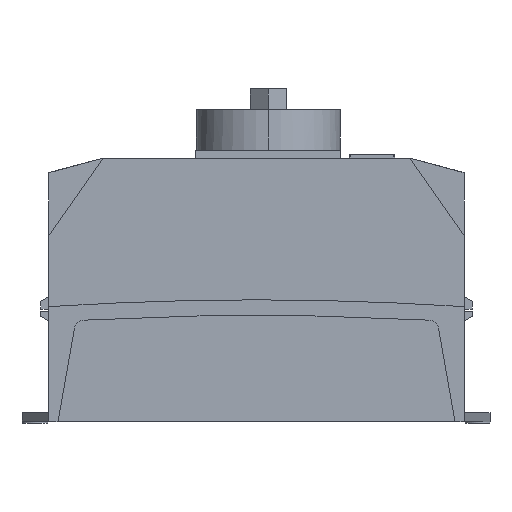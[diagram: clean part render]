
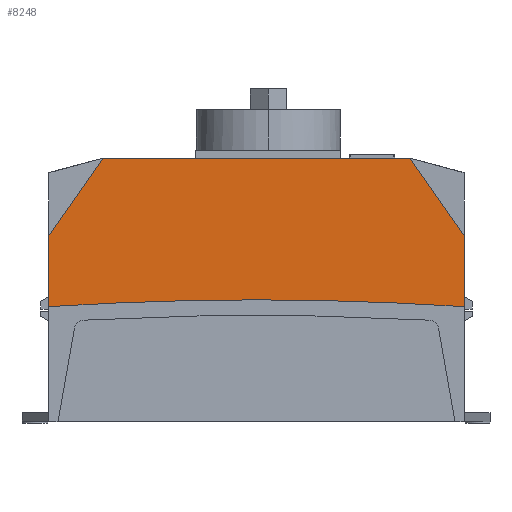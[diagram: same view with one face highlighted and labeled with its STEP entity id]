
A CAD part, left-side view. The second image highlights one B-rep face of the part: STEP entity #8248.
In plain terms, the highlighted planar face has unit normal (-1, 0, 0).
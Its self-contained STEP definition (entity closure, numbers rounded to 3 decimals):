
#91 = VERTEX_POINT ( 'NONE', #26359 ) ;
#242 = VERTEX_POINT ( 'NONE', #27464 ) ;
#261 = VERTEX_POINT ( 'NONE', #27453 ) ;
#389 = VERTEX_POINT ( 'NONE', #27357 ) ;
#393 = VERTEX_POINT ( 'NONE', #27366 ) ;
#399 = VERTEX_POINT ( 'NONE', #27356 ) ;
#429 = VERTEX_POINT ( 'NONE', #27321 ) ;
#5843 = EDGE_LOOP ( 'NONE', ( #9928, #9929, #9930, #9927, #9931, #9932, #9933 ) ) ;
#8175 = EDGE_CURVE ( 'NONE', #242, #393, #31729, .T. ) ;
#8248 = ADVANCED_FACE ( 'PLANAR_28', ( #21567 ), #22112, .T. ) ;
#8351 = EDGE_CURVE ( 'NONE', #261, #429, #21715, .T. ) ;
#8392 = EDGE_CURVE ( 'NONE', #389, #429, #21740, .T. ) ;
#9927 = ORIENTED_EDGE ( 'NONE', *, *, #8175, .F. ) ;
#9928 = ORIENTED_EDGE ( 'NONE', *, *, #8351, .T. ) ;
#9929 = ORIENTED_EDGE ( 'NONE', *, *, #8392, .F. ) ;
#9930 = ORIENTED_EDGE ( 'NONE', *, *, #10227, .F. ) ;
#9931 = ORIENTED_EDGE ( 'NONE', *, *, #10216, .F. ) ;
#9932 = ORIENTED_EDGE ( 'NONE', *, *, #10202, .F. ) ;
#9933 = ORIENTED_EDGE ( 'NONE', *, *, #10221, .F. ) ;
#10202 = EDGE_CURVE ( 'NONE', #91, #399, #21788, .T. ) ;
#10216 = EDGE_CURVE ( 'NONE', #399, #242, #32042, .T. ) ;
#10221 = EDGE_CURVE ( 'NONE', #261, #91, #21803, .T. ) ;
#10227 = EDGE_CURVE ( 'NONE', #393, #389, #21809, .T. ) ;
#21385 = CARTESIAN_POINT ( 'NONE',  ( -50., 0., -1225. ) ) ;
#21386 = DIRECTION ( 'NONE',  ( -1., 0., 0. ) ) ;
#21387 = DIRECTION ( 'NONE',  ( 0., 0., 1. ) ) ;
#21567 = FACE_OUTER_BOUND ( 'NONE', #5843, .T. ) ;
#21715 = LINE ( 'NONE', #22490, #31951 ) ;
#21740 = LINE ( 'NONE', #22590, #32003 ) ;
#21788 = LINE ( 'NONE', #22722, #32061 ) ;
#21803 = LINE ( 'NONE', #22764, #32082 ) ;
#21809 = LINE ( 'NONE', #22776, #32088 ) ;
#22112 = PLANE ( 'NONE',  #31832 ) ;
#22113 = CARTESIAN_POINT ( 'NONE',  ( -50., 0., -1225. ) ) ;
#22114 = DIRECTION ( 'NONE',  ( -1., 0., 0. ) ) ;
#22115 = DIRECTION ( 'NONE',  ( 0., 0., 1. ) ) ;
#22490 = CARTESIAN_POINT ( 'NONE',  ( -50., -59.2, 54.6 ) ) ;
#22491 = DIRECTION ( 'NONE',  ( 0., 1., 0. ) ) ;
#22590 = CARTESIAN_POINT ( 'NONE',  ( -50., 80., 24.83 ) ) ;
#22591 = DIRECTION ( 'NONE',  ( 0., -0.574, 0.819 ) ) ;
#22722 = CARTESIAN_POINT ( 'NONE',  ( -50., -80., 24.83 ) ) ;
#22723 = DIRECTION ( 'NONE',  ( 0., 0., -1. ) ) ;
#22751 = CARTESIAN_POINT ( 'NONE',  ( -50., 0., -1225. ) ) ;
#22752 = DIRECTION ( 'NONE',  ( -1., 0., 0. ) ) ;
#22753 = DIRECTION ( 'NONE',  ( 0., 0., 1. ) ) ;
#22764 = CARTESIAN_POINT ( 'NONE',  ( -50., -58.497, 55.54 ) ) ;
#22765 = DIRECTION ( 'NONE',  ( 0., -0.574, -0.819 ) ) ;
#22776 = CARTESIAN_POINT ( 'NONE',  ( -50., 80., -2.615 ) ) ;
#22777 = DIRECTION ( 'NONE',  ( 0., 0., 1. ) ) ;
#26359 = CARTESIAN_POINT ( 'NONE',  ( -50., -80., 24.83 ) ) ;
#27321 = CARTESIAN_POINT ( 'NONE',  ( -50., 59.155, 54.6 ) ) ;
#27356 = CARTESIAN_POINT ( 'NONE',  ( -50., -80., -2.615 ) ) ;
#27357 = CARTESIAN_POINT ( 'NONE',  ( -50., 80., 24.83 ) ) ;
#27366 = CARTESIAN_POINT ( 'NONE',  ( -50., 80., -2.615 ) ) ;
#27453 = CARTESIAN_POINT ( 'NONE',  ( -50., -59.155, 54.6 ) ) ;
#27464 = CARTESIAN_POINT ( 'NONE',  ( -50., 0., 0. ) ) ;
#31729 = CIRCLE ( 'NONE', #31732, 1225. ) ;
#31732 = AXIS2_PLACEMENT_3D ( 'NONE', #21385, #21386, #21387 ) ;
#31832 = AXIS2_PLACEMENT_3D ( 'NONE', #22113, #22114, #22115 ) ;
#31951 = VECTOR ( 'NONE', #22491, 1000. ) ;
#32003 = VECTOR ( 'NONE', #22591, 1000. ) ;
#32042 = CIRCLE ( 'NONE', #32077, 1225. ) ;
#32061 = VECTOR ( 'NONE', #22723, 1000. ) ;
#32077 = AXIS2_PLACEMENT_3D ( 'NONE', #22751, #22752, #22753 ) ;
#32082 = VECTOR ( 'NONE', #22765, 1000. ) ;
#32088 = VECTOR ( 'NONE', #22777, 1000. ) ;
